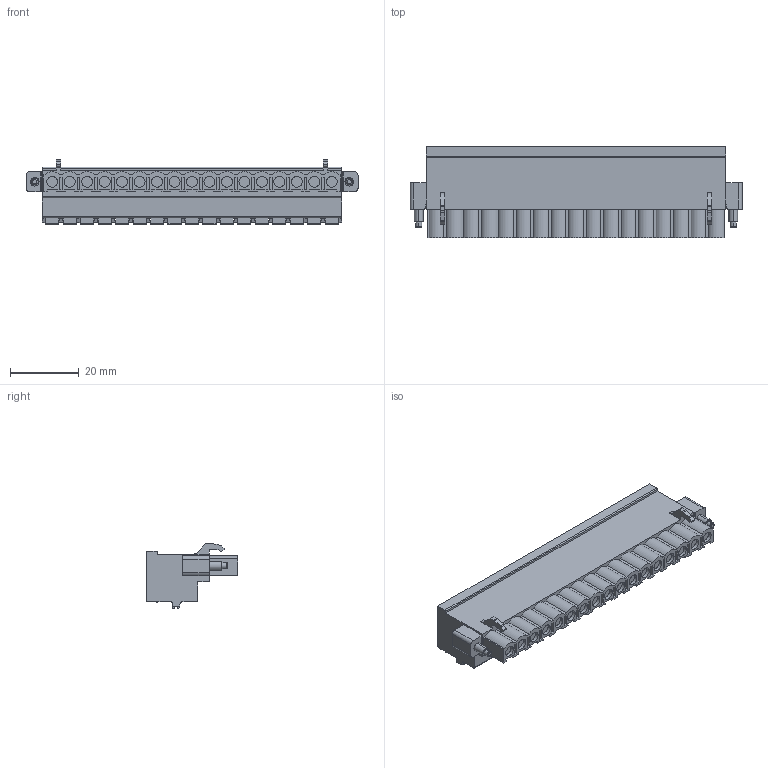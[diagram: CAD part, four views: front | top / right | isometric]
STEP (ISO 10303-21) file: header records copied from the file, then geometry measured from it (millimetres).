
FILE_DESCRIPTION((''),'2;1');
FILE_NAME('3333','2024-09-27T14:06:14',('tluser'),(''),'CREO PARAMETRIC BY PTC INC, 2018100','CREO PARAMETRIC BY PTC INC, 2018100','');
FILE_SCHEMA(('CONFIG_CONTROL_DESIGN'));
Length unit declared in the file: millimetre
Products named in the file (1): 3333
Bounding box: 96.52 x 26.6 x 19.01 mm (x, y, z)
Volume: 23974.6 mm3; surface area: 10342.9 mm2
Topology: 1 solids, 1 shells, 1015 faces, 2610 edges, 1736 vertices
Faces by surface type: plane 677, cylinder 330, cone 4, torus 4
Entity records: 30862 total; most frequent: CARTESIAN_POINT 5361, DIRECTION 5316, ORIENTED_EDGE 5220, EDGE_CURVE 2610, VECTOR 1934, LINE 1934, VERTEX_POINT 1736, AXIS2_PLACEMENT_3D 1691
